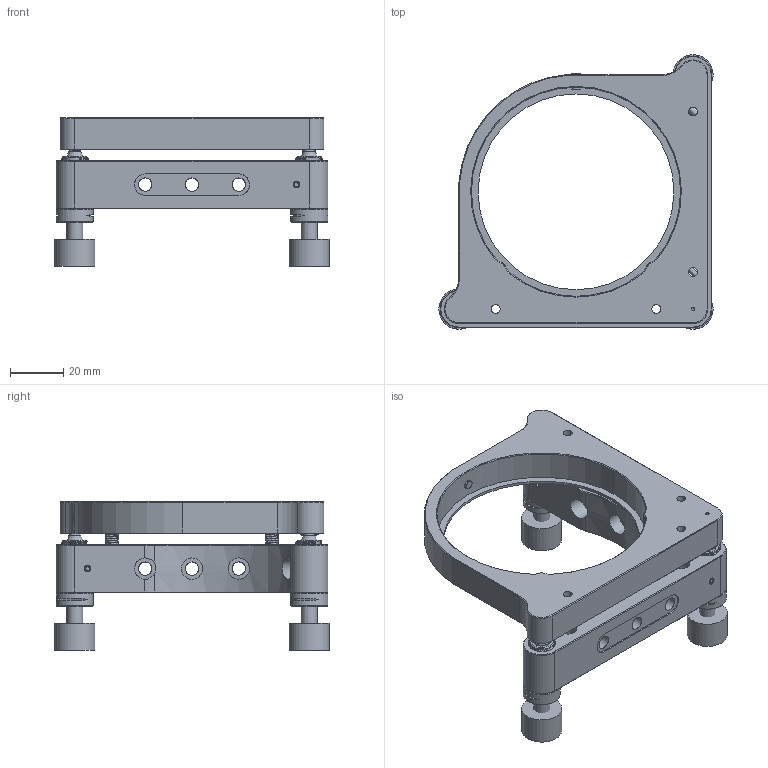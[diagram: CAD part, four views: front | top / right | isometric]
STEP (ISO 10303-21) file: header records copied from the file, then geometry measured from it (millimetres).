
FILE_DESCRIPTION (( 'STEP AP203' ), '1' );
FILE_NAME ('520106.STEP', '2024-05-14T05:44:21', ( 'Windows User' ), ( 'P R C' ), 'SwSTEP 2.0', 'SolidWorks 2020', '' );
FILE_SCHEMA (( 'CONFIG_CONTROL_DESIGN' ));
Length unit declared in the file: millimetre
Products named in the file (1): 520106
Bounding box: 102.6 x 102.6 x 55.5 mm (x, y, z)
Surface area: 38211.5 mm2 (no closed solid volume)
Topology: 0 solids, 39 shells, 329 faces, 900 edges, 607 vertices
Faces by surface type: plane 152, cylinder 88, cone 72, sphere 8, torus 7, bspline 2
Full cylindrical faces by diameter (mm): 1.2 x1, 2 x2, 3 x3, 3.3 x5, 4 x4, 5 x6, 6 x3, 6.5 x8, 8 x8, 9.5 x3, 14 x3, 15 x3, 73.2 x1
Entity records: 17524 total; most frequent: CARTESIAN_POINT 9995, DIRECTION 1442, ORIENTED_EDGE 1370, EDGE_CURVE 762, AXIS2_PLACEMENT_3D 573, VERTEX_POINT 571, EDGE_LOOP 488, FACE_OUTER_BOUND 376
